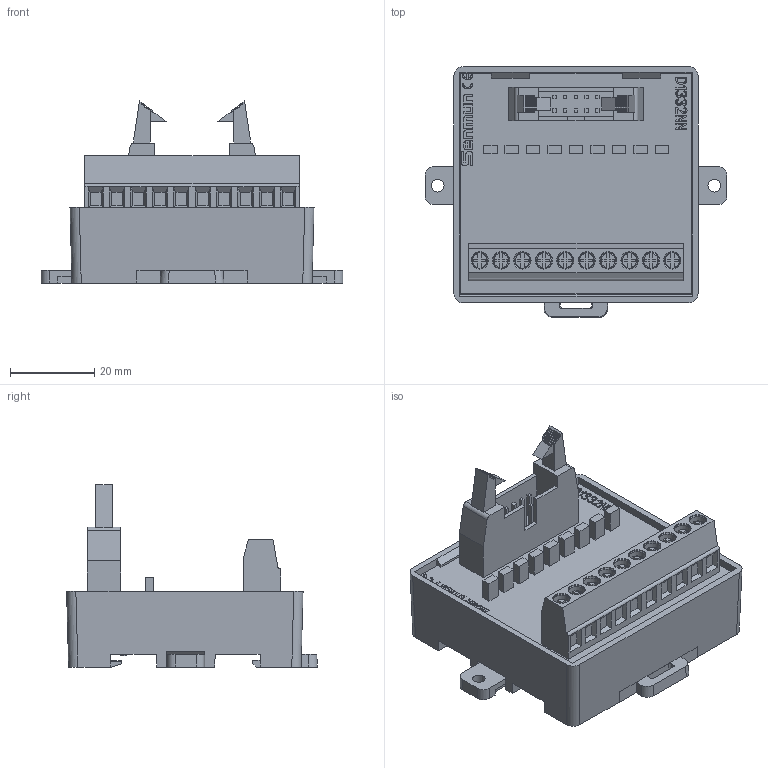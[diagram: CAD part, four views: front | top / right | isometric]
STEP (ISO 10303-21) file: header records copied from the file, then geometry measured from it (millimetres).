
FILE_DESCRIPTION(/* description */ (''),/* implementation_level */ '2;1');
FILE_NAME(/* name */ '123.stp',/* time_stamp */ '2024-08-16T11:52:22+08:00',/* author */ (''),/* organization */ (''),/* preprocessor_version */ 'ST-DEVELOPER v14',/* originating_system */ 'SIEMENS PLM Software NX 8.0',/* authorisation */ '');
FILE_SCHEMA (('AUTOMOTIVE_DESIGN { 1 0 10303 214 3 1 1 1 }'));
Length unit declared in the file: millimetre
Products named in the file (1): Admi3260DBFCabvc
Bounding box: 71.6 x 59.51 x 43.25 mm (x, y, z)
Volume: 56766.5 mm3; surface area: 18614.6 mm2
Topology: 3 solids, 3 shells, 861 faces, 2294 edges, 1516 vertices
Faces by surface type: plane 726, cylinder 64, torus 30, cone 24, extrusion 15, bspline 2
Full cylindrical faces by diameter (mm): 3 x2, 4.1 x20
Entity records: 28963 total; most frequent: CARTESIAN_POINT 6492, ORIENTED_EDGE 4512, DIRECTION 3919, EDGE_CURVE 2256, VECTOR 1885, LINE 1870, VERTEX_POINT 1510, AXIS2_PLACEMENT_3D 1017
